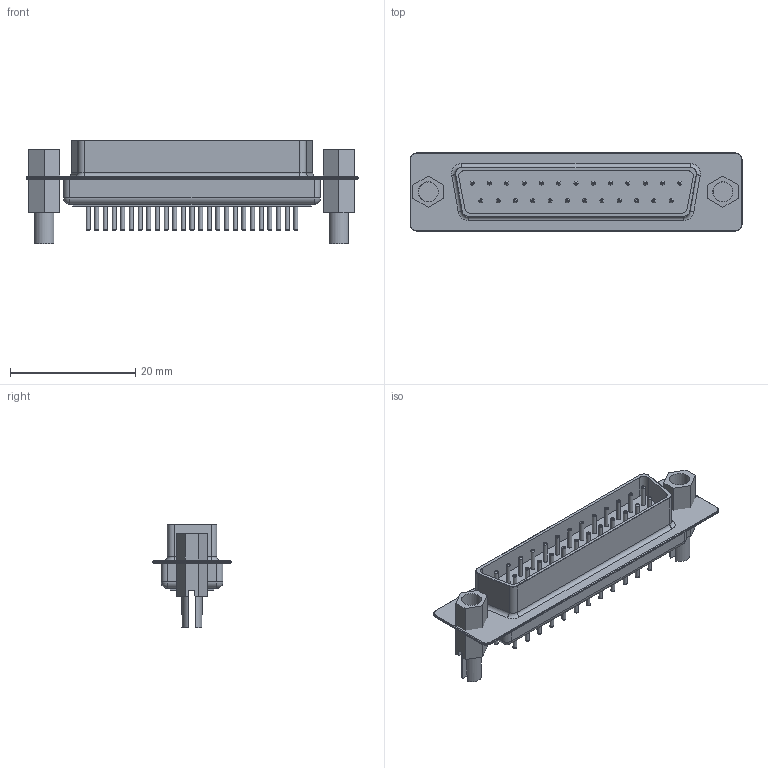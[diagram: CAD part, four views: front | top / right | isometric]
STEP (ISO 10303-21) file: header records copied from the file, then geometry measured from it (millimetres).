
FILE_DESCRIPTION(('STEP AP242'), '1');
FILE_NAME('Ñáîðêà D-SUB25-Â-Âåð-Ñ', '', ('UNSPECIFIED'), ('UNSPECIFIED'), 'ASCON STEP Converter 1.6', 'ASCON Math Kernel', '');
FILE_SCHEMA(('AP242_MANAGED_MODEL_BASED_3D_ENGINEERING_MIM_LF { 1 0 10303 442 1 1 4 }'));
Length unit declared in the file: millimetre
Products named in the file (3): DSUB-25_Male_Vertical_P2.77x2.84mm
Assembly tree (3 placements, depth 2):
  (unnamed)
    DSUB-25_Male_Vertical_P2.77x2.84mm
    (unnamed)  x2
Bounding box: 53.1 x 12.5 x 16.5 mm (x, y, z)
Volume: 3084.8 mm3; surface area: 3990.5 mm2
Topology: 3 solids, 4 shells, 309 faces, 641 edges, 392 vertices
Faces by surface type: cylinder 119, plane 112, torus 66, cone 4, sphere 4, revolution 4
Full cylindrical faces by diameter (mm): 0.64 x75, 3.2 x4
Entity records: 10047 total; most frequent: CARTESIAN_POINT 1602, DIRECTION 1348, ORIENTED_EDGE 920, AXIS2_PLACEMENT_3D 597, EDGE_LOOP 532, EDGE_CURVE 460, VERTEX_POINT 362, CIRCLE 306
